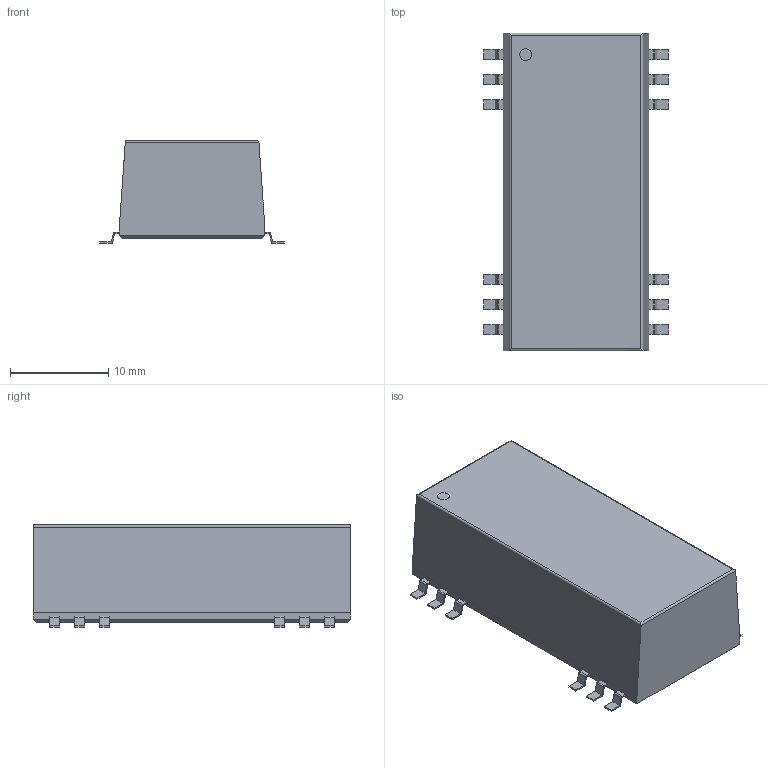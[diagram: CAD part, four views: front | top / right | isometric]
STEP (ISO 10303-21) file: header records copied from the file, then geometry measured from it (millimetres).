
FILE_DESCRIPTION(/* description */ (''),/* implementation_level */ '2;1');
FILE_NAME(/* name */ 'DCDC_TRACO_TES3WI.stp',/* time_stamp */ '2017-09-26T16:39:45+02:00',/* author */ ('jchouvet'),/* organization */ (''),/* preprocessor_version */ 'ST-DEVELOPER v16.1',/* originating_system */ 'AutoCAD Mechanical',/* authorisation */ '');
FILE_SCHEMA (('AUTOMOTIVE_DESIGN { 1 0 10303 214 3 1 1 }'));
Length unit declared in the file: millimetre
Products named in the file (1): Product
Bounding box: 18.8 x 32.3 x 10.45 mm (x, y, z)
Volume: 4579 mm3; surface area: 1908 mm2
Topology: 14 solids, 14 shells, 167 faces, 407 edges, 270 vertices
Faces by surface type: plane 136, cylinder 31
Full cylindrical faces by diameter (mm): 1.2 x2, 1.5 x1
Entity records: 4862 total; most frequent: CARTESIAN_POINT 842, ORIENTED_EDGE 808, DIRECTION 802, EDGE_CURVE 404, LINE 342, VECTOR 342, VERTEX_POINT 270, AXIS2_PLACEMENT_3D 230
